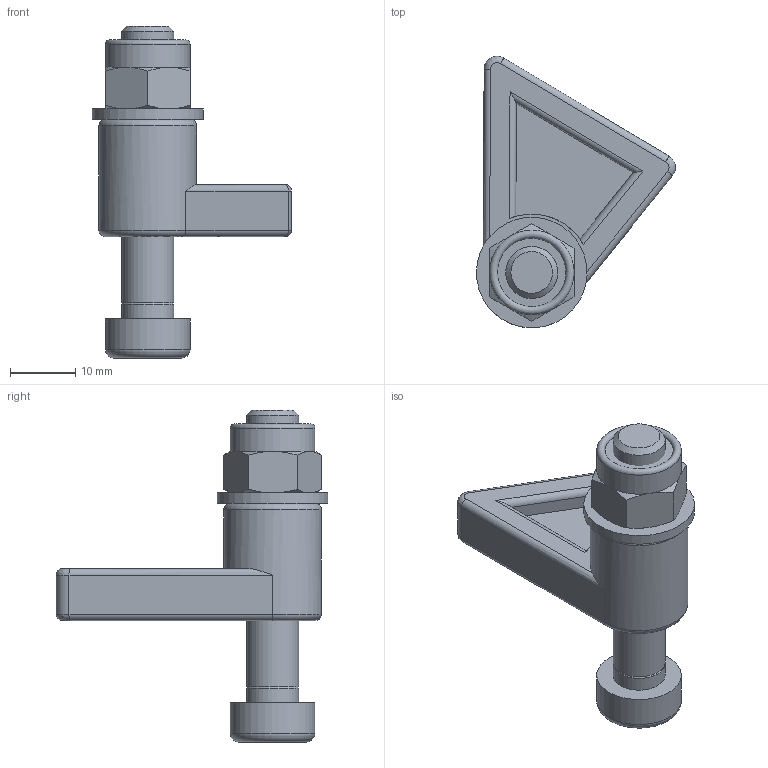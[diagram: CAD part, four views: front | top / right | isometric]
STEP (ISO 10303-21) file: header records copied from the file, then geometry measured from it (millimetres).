
FILE_DESCRIPTION(/* description */ ('BLOCCHETTO RAPIDO PER PANN.ESTRAIB. SX'),/* implementation_level */ '2;1');
FILE_NAME(/* name */ 'CBLYY0000004.stp',/* time_stamp */ '2019-07-29T08:30:34+02:00',/* author */ ('fzagni'),/* organization */ (''),/* preprocessor_version */ 'ST-DEVELOPER v17.2',/* originating_system */ 'Autodesk Inventor 2019',/* authorisation */ '');
FILE_SCHEMA (('AUTOMOTIVE_DESIGN { 1 0 10303 214 3 1 1 }'));
Length unit declared in the file: millimetre
Products named in the file (5): CBLYY0000004; F3DTM0008874; F3DTM0008872; F3DTM0008871; F3DTM0008870
Assembly tree (4 placements, depth 2):
  CBLYY0000004
    F3DTM0008874
    F3DTM0008872
    F3DTM0008871
    F3DTM0008870
Bounding box: 30.58 x 41.76 x 51 mm (x, y, z)
Volume: 10580.8 mm3; surface area: 6318 mm2
Topology: 4 solids, 4 shells, 77 faces, 180 edges, 115 vertices
Faces by surface type: plane 32, cylinder 22, cone 15, torus 4, bspline 4
Full cylindrical faces by diameter (mm): 7.583 x1, 8 x3, 9 x1, 13 x2, 15 x1, 17 x1
Entity records: 2471 total; most frequent: CARTESIAN_POINT 528, DIRECTION 387, ORIENTED_EDGE 358, EDGE_CURVE 179, AXIS2_PLACEMENT_3D 161, VERTEX_POINT 115, EDGE_LOOP 88, FACE_OUTER_BOUND 77
